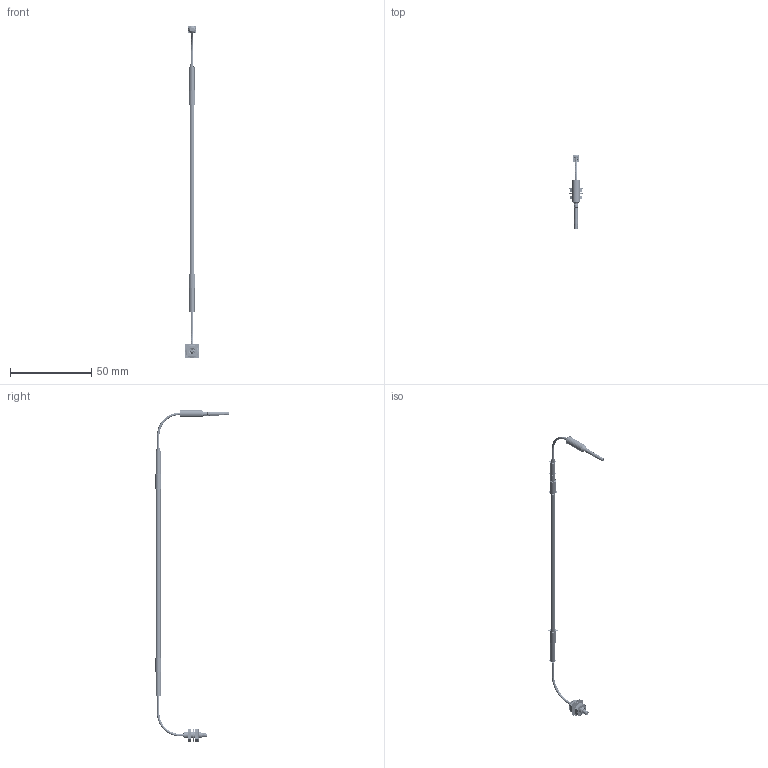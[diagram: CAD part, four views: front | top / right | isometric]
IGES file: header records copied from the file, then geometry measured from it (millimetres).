
Start section:  PTC IGES file: 193361.igs
Global section: file name: 193361.igs; native system: Creo Parametric by Parametric Technology Corporation; preprocessor: 2013230; author: pdmadmin; organization: Unknown; date: 20160302.094446; units: millimetre
Bounding box: 8.32 x 45.8 x 204.13 mm (x, y, z)
Volume: 1191.9 mm3; surface area: 35130.9 mm2
Topology: 13 solids, 16 shells, 1410 faces, 6986 edges, 8967 vertices
Faces by surface type: revolution 1134, bspline 276
